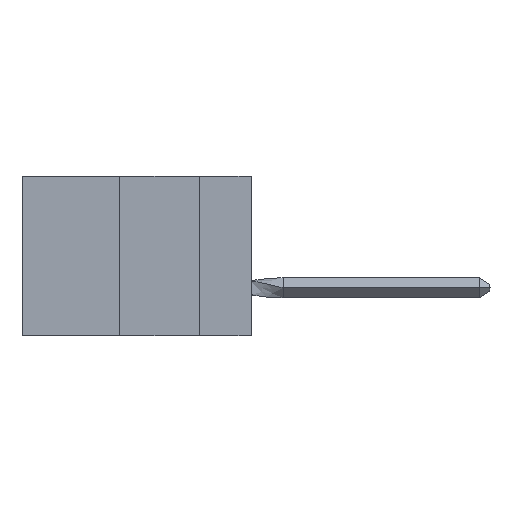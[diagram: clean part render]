
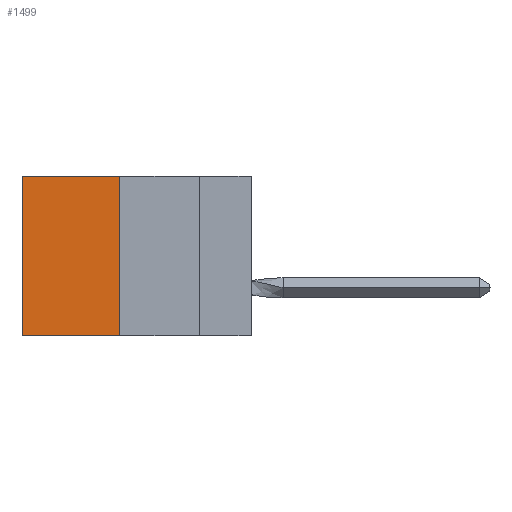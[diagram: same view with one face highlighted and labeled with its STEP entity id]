
A CAD part, left-side view. The second image highlights one B-rep face of the part: STEP entity #1499.
In plain terms, the highlighted planar face has unit normal (-1, 0, 0).
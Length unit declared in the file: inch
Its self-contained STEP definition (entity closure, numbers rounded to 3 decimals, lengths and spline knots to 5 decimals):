
#976 = LINE ( 'NONE', #5811, #13810 ) ;
#1213 = PLANE ( 'NONE',  #5313 ) ;
#1499 = ADVANCED_FACE ( 'NONE', ( #6135 ), #1213, .F. ) ;
#1966 = VERTEX_POINT ( 'NONE', #7107 ) ;
#2624 = CARTESIAN_POINT ( 'NONE',  ( 0.305, 0.413, 0. ) ) ;
#3142 = EDGE_CURVE ( 'NONE', #1966, #8738, #8300, .T. ) ;
#3176 = VECTOR ( 'NONE', #14640, 39.37008 ) ;
#4175 = DIRECTION ( 'NONE',  ( 0., 1., 0. ) ) ;
#4189 = VECTOR ( 'NONE', #8490, 39.37008 ) ;
#4555 = ORIENTED_EDGE ( 'NONE', *, *, #11381, .T. ) ;
#4680 = DIRECTION ( 'NONE',  ( 0., 1., 0. ) ) ;
#5092 = LINE ( 'NONE', #8383, #4189 ) ;
#5313 = AXIS2_PLACEMENT_3D ( 'NONE', #10482, #7168, #10626 ) ;
#5392 = CARTESIAN_POINT ( 'NONE',  ( 0.305, 0.413, -0.5 ) ) ;
#5401 = CARTESIAN_POINT ( 'NONE',  ( 0.305, 0.72, -0.5 ) ) ;
#5740 = EDGE_CURVE ( 'NONE', #14348, #6497, #5092, .T. ) ;
#5811 = CARTESIAN_POINT ( 'NONE',  ( 0.305, 0.413, 0. ) ) ;
#6135 = FACE_OUTER_BOUND ( 'NONE', #11109, .T. ) ;
#6497 = VERTEX_POINT ( 'NONE', #10443 ) ;
#6569 = LINE ( 'NONE', #5392, #14341 ) ;
#6900 = ORIENTED_EDGE ( 'NONE', *, *, #3142, .T. ) ;
#7107 = CARTESIAN_POINT ( 'NONE',  ( 0.305, 0.72, 0. ) ) ;
#7168 = DIRECTION ( 'NONE',  ( 1., 0., 0. ) ) ;
#8300 = LINE ( 'NONE', #5401, #3176 ) ;
#8383 = CARTESIAN_POINT ( 'NONE',  ( 0.305, 0.413, -0.5 ) ) ;
#8490 = DIRECTION ( 'NONE',  ( 0., 0., -1. ) ) ;
#8738 = VERTEX_POINT ( 'NONE', #14871 ) ;
#9688 = ORIENTED_EDGE ( 'NONE', *, *, #5740, .F. ) ;
#10443 = CARTESIAN_POINT ( 'NONE',  ( 0.305, 0.413, -0.5 ) ) ;
#10482 = CARTESIAN_POINT ( 'NONE',  ( 0.305, 0.413, -0.5 ) ) ;
#10626 = DIRECTION ( 'NONE',  ( 0., 0., -1. ) ) ;
#11109 = EDGE_LOOP ( 'NONE', ( #6900, #14604, #9688, #4555 ) ) ;
#11135 = EDGE_CURVE ( 'NONE', #6497, #8738, #6569, .T. ) ;
#11381 = EDGE_CURVE ( 'NONE', #14348, #1966, #976, .T. ) ;
#13810 = VECTOR ( 'NONE', #4680, 39.37008 ) ;
#14341 = VECTOR ( 'NONE', #4175, 39.37008 ) ;
#14348 = VERTEX_POINT ( 'NONE', #2624 ) ;
#14604 = ORIENTED_EDGE ( 'NONE', *, *, #11135, .F. ) ;
#14640 = DIRECTION ( 'NONE',  ( 0., 0., -1. ) ) ;
#14871 = CARTESIAN_POINT ( 'NONE',  ( 0.305, 0.72, -0.5 ) ) ;
